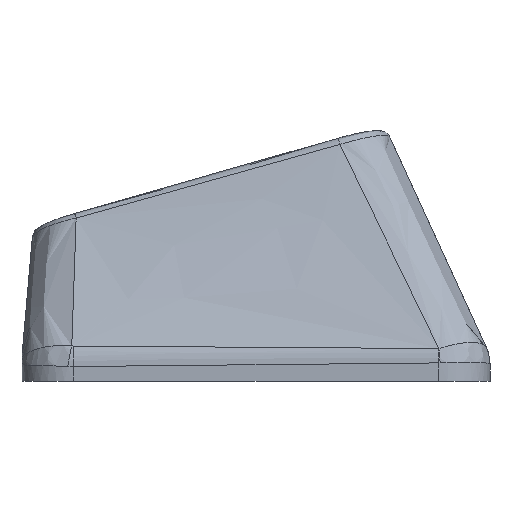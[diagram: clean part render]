
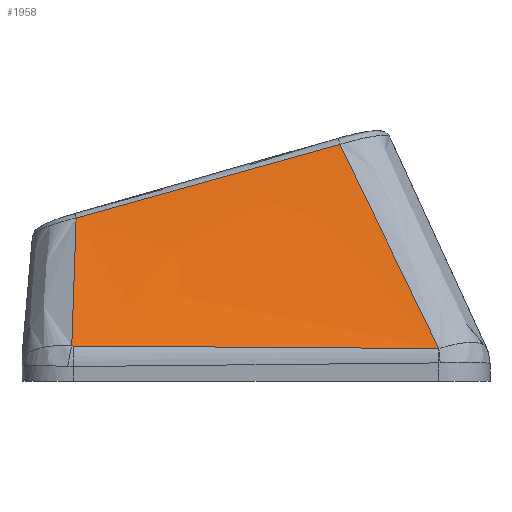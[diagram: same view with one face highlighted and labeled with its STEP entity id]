
A CAD part, left-side view. The second image highlights one B-rep face of the part: STEP entity #1958.
In plain terms, the highlighted free-form (B-spline) face has degree [3, 3] with [4, 4] control points.
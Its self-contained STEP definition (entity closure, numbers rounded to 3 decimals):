
#52=B_SPLINE_SURFACE_WITH_KNOTS('',3,3,((#4907,#4908,#4909,#4910),(#4911,
#4912,#4913,#4914),(#4915,#4916,#4917,#4918),(#4919,#4920,#4921,#4922)),
 .UNSPECIFIED.,.F.,.F.,.F.,(4,4),(4,4),(0.103,0.893),
(0.032,0.969),.UNSPECIFIED.);
#380=FACE_OUTER_BOUND('',#484,.T.);
#484=EDGE_LOOP('',(#1731,#1732,#1733,#1734,#1735,#1736));
#660=B_SPLINE_CURVE_WITH_KNOTS('',3,(#4415,#4416,#4417,#4418),
 .UNSPECIFIED.,.F.,.F.,(4,4),(0.,0.002),
 .UNSPECIFIED.);
#662=B_SPLINE_CURVE_WITH_KNOTS('',3,(#4442,#4443,#4444,#4445),
 .UNSPECIFIED.,.F.,.F.,(4,4),(0.,1.416),.UNSPECIFIED.);
#664=B_SPLINE_CURVE_WITH_KNOTS('',3,(#4469,#4470,#4471,#4472),
 .UNSPECIFIED.,.F.,.F.,(4,4),(0.,0.006),
 .UNSPECIFIED.);
#686=B_SPLINE_CURVE_WITH_KNOTS('',3,(#4897,#4898,#4899,#4900),
 .UNSPECIFIED.,.F.,.F.,(4,4),(-0.613,-0.026),
 .UNSPECIFIED.);
#688=B_SPLINE_CURVE_WITH_KNOTS('',3,(#4924,#4925,#4926,#4927),
 .UNSPECIFIED.,.F.,.F.,(4,4),(0.032,0.967),
 .UNSPECIFIED.);
#689=B_SPLINE_CURVE_WITH_KNOTS('',3,(#4928,#4929,#4930,#4931),
 .UNSPECIFIED.,.F.,.F.,(4,4),(-1.063,0.),.UNSPECIFIED.);
#878=VERTEX_POINT('',#4374);
#882=VERTEX_POINT('',#4408);
#884=VERTEX_POINT('',#4435);
#886=VERTEX_POINT('',#4462);
#913=VERTEX_POINT('',#4896);
#914=VERTEX_POINT('',#4923);
#1158=EDGE_CURVE('',#878,#882,#660,.T.);
#1161=EDGE_CURVE('',#882,#884,#662,.T.);
#1164=EDGE_CURVE('',#884,#886,#664,.T.);
#1205=EDGE_CURVE('',#886,#913,#686,.T.);
#1207=EDGE_CURVE('',#914,#878,#688,.T.);
#1208=EDGE_CURVE('',#913,#914,#689,.T.);
#1731=ORIENTED_EDGE('',*,*,#1164,.F.);
#1732=ORIENTED_EDGE('',*,*,#1161,.F.);
#1733=ORIENTED_EDGE('',*,*,#1158,.F.);
#1734=ORIENTED_EDGE('',*,*,#1207,.F.);
#1735=ORIENTED_EDGE('',*,*,#1208,.F.);
#1736=ORIENTED_EDGE('',*,*,#1205,.F.);
#1958=ADVANCED_FACE('',(#380),#52,.T.);
#4374=CARTESIAN_POINT('',(-16.116,-7.093,0.268));
#4408=CARTESIAN_POINT('',(-16.117,-7.077,0.268));
#4415=CARTESIAN_POINT('Ctrl Pts',(-16.116,-7.093,0.268));
#4416=CARTESIAN_POINT('Ctrl Pts',(-16.117,-7.088,0.268));
#4417=CARTESIAN_POINT('Ctrl Pts',(-16.117,-7.082,0.268));
#4418=CARTESIAN_POINT('Ctrl Pts',(-16.117,-7.077,0.268));
#4435=CARTESIAN_POINT('',(-15.996,7.092,0.365));
#4442=CARTESIAN_POINT('Ctrl Pts',(-16.117,-7.077,0.268));
#4443=CARTESIAN_POINT('Ctrl Pts',(-16.094,-2.355,0.293));
#4444=CARTESIAN_POINT('Ctrl Pts',(-16.064,2.367,0.324));
#4445=CARTESIAN_POINT('Ctrl Pts',(-15.996,7.092,0.365));
#4462=CARTESIAN_POINT('',(-15.992,7.149,0.371));
#4469=CARTESIAN_POINT('Ctrl Pts',(-15.996,7.092,0.365));
#4470=CARTESIAN_POINT('Ctrl Pts',(-15.996,7.111,0.365));
#4471=CARTESIAN_POINT('Ctrl Pts',(-15.994,7.13,0.367));
#4472=CARTESIAN_POINT('Ctrl Pts',(-15.992,7.149,0.371));
#4896=CARTESIAN_POINT('',(-12.915,6.98,5.334));
#4897=CARTESIAN_POINT('Ctrl Pts',(-15.992,7.149,0.371));
#4898=CARTESIAN_POINT('Ctrl Pts',(-14.958,7.075,2.021));
#4899=CARTESIAN_POINT('Ctrl Pts',(-13.933,7.015,3.676));
#4900=CARTESIAN_POINT('Ctrl Pts',(-12.915,6.98,5.334));
#4907=CARTESIAN_POINT('Ctrl Pts',(-12.89,-3.68,8.301));
#4908=CARTESIAN_POINT('Ctrl Pts',(-13.966,-4.818,5.623));
#4909=CARTESIAN_POINT('Ctrl Pts',(-15.041,-5.956,2.946));
#4910=CARTESIAN_POINT('Ctrl Pts',(-16.117,-7.093,0.268));
#4911=CARTESIAN_POINT('Ctrl Pts',(-12.89,-0.058,
7.307));
#4912=CARTESIAN_POINT('Ctrl Pts',(-13.966,-0.821,
4.95));
#4913=CARTESIAN_POINT('Ctrl Pts',(-15.041,-1.584,2.593));
#4914=CARTESIAN_POINT('Ctrl Pts',(-16.117,-2.346,0.236));
#4915=CARTESIAN_POINT('Ctrl Pts',(-12.89,3.564,6.312));
#4916=CARTESIAN_POINT('Ctrl Pts',(-13.966,3.176,4.276));
#4917=CARTESIAN_POINT('Ctrl Pts',(-15.041,2.788,2.24));
#4918=CARTESIAN_POINT('Ctrl Pts',(-16.117,2.401,0.204));
#4919=CARTESIAN_POINT('Ctrl Pts',(-12.89,7.186,5.318));
#4920=CARTESIAN_POINT('Ctrl Pts',(-13.966,7.173,3.602));
#4921=CARTESIAN_POINT('Ctrl Pts',(-15.041,7.16,1.887));
#4922=CARTESIAN_POINT('Ctrl Pts',(-16.117,7.148,0.172));
#4923=CARTESIAN_POINT('',(-12.89,-3.256,8.184));
#4924=CARTESIAN_POINT('Ctrl Pts',(-12.89,-3.256,8.184));
#4925=CARTESIAN_POINT('Ctrl Pts',(-13.982,-4.546,5.555));
#4926=CARTESIAN_POINT('Ctrl Pts',(-15.053,-5.823,2.914));
#4927=CARTESIAN_POINT('Ctrl Pts',(-16.116,-7.093,0.268));
#4928=CARTESIAN_POINT('Ctrl Pts',(-12.915,6.98,5.334));
#4929=CARTESIAN_POINT('Ctrl Pts',(-12.909,3.565,6.273));
#4930=CARTESIAN_POINT('Ctrl Pts',(-12.899,0.154,7.226));
#4931=CARTESIAN_POINT('Ctrl Pts',(-12.89,-3.256,8.184));
